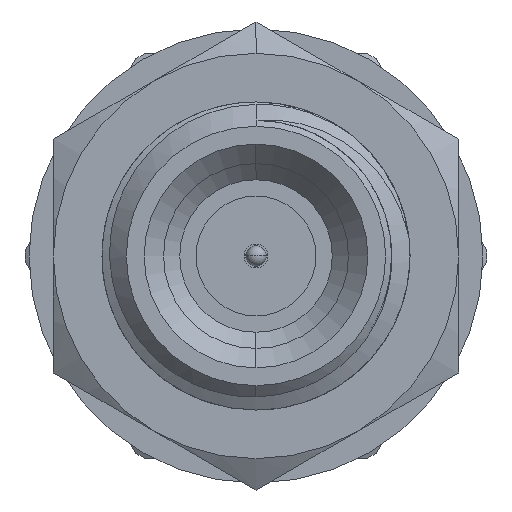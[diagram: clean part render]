
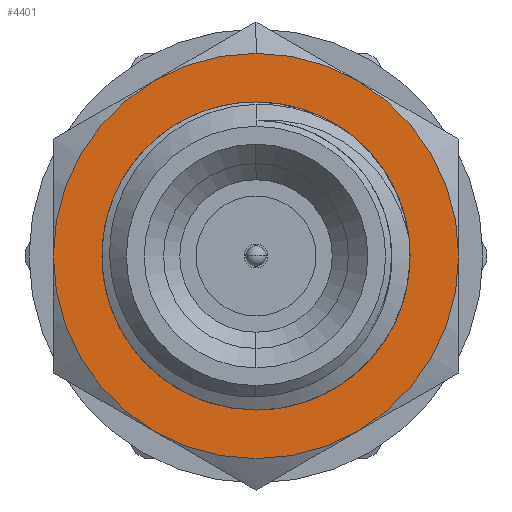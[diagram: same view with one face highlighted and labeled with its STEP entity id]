
A CAD part, left-side view. The second image highlights one B-rep face of the part: STEP entity #4401.
In plain terms, the highlighted planar face has unit normal (-1, 0, 0).
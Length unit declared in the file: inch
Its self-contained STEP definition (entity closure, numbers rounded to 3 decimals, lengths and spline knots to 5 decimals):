
#30 = DIRECTION ( 'NONE',  ( 1., 0., 0. ) ) ;
#45 = EDGE_LOOP ( 'NONE', ( #3238, #2174, #8014, #3677, #4725 ) ) ;
#207 = CIRCLE ( 'NONE', #2929, 0.095 ) ;
#236 = CARTESIAN_POINT ( 'NONE',  ( 0.11441, -0.09318, 0.0185 ) ) ;
#299 = CARTESIAN_POINT ( 'NONE',  ( 0.1144, -0.09304, 0.01918 ) ) ;
#496 = DIRECTION ( 'NONE',  ( 1., 0., 0. ) ) ;
#582 = CARTESIAN_POINT ( 'NONE',  ( 0.11441, 0., 0.125 ) ) ;
#609 = FACE_OUTER_BOUND ( 'NONE', #8956, .T. ) ;
#636 = AXIS2_PLACEMENT_3D ( 'NONE', #6328, #30, #4295 ) ;
#642 = CIRCLE ( 'NONE', #5152, 0.125 ) ;
#917 = EDGE_CURVE ( 'NONE', #1173, #5729, #4981, .T. ) ;
#991 = CIRCLE ( 'NONE', #1056, 0.125 ) ;
#1019 = CIRCLE ( 'NONE', #2351, 0.095 ) ;
#1056 = AXIS2_PLACEMENT_3D ( 'NONE', #8818, #2599, #8049 ) ;
#1103 = ORIENTED_EDGE ( 'NONE', *, *, #4505, .F. ) ;
#1142 = CARTESIAN_POINT ( 'NONE',  ( 0.11441, -0.125, 0. ) ) ;
#1173 = VERTEX_POINT ( 'NONE', #7198 ) ;
#1234 = CARTESIAN_POINT ( 'NONE',  ( 0.11441, 0.0625, -0.10825 ) ) ;
#1244 = DIRECTION ( 'NONE',  ( 0., 0., 1. ) ) ;
#1573 = CARTESIAN_POINT ( 'NONE',  ( 0.11441, 0., 0. ) ) ;
#1615 = CARTESIAN_POINT ( 'NONE',  ( 0.11441, 0., 0. ) ) ;
#1674 = EDGE_CURVE ( 'NONE', #1701, #4246, #642, .T. ) ;
#1683 = ORIENTED_EDGE ( 'NONE', *, *, #7755, .F. ) ;
#1701 = VERTEX_POINT ( 'NONE', #582 ) ;
#1750 = CARTESIAN_POINT ( 'NONE',  ( 0.11441, 0.0625, 0.10825 ) ) ;
#1779 = DIRECTION ( 'NONE',  ( 0., 0., 1. ) ) ;
#1879 = EDGE_CURVE ( 'NONE', #6969, #6647, #207, .T. ) ;
#1977 = DIRECTION ( 'NONE',  ( 0., 0., 1. ) ) ;
#2084 = PLANE ( 'NONE',  #636 ) ;
#2133 = CARTESIAN_POINT ( 'NONE',  ( 0.11441, 0., 0.095 ) ) ;
#2163 = AXIS2_PLACEMENT_3D ( 'NONE', #8816, #8422, #5712 ) ;
#2174 = ORIENTED_EDGE ( 'NONE', *, *, #7830, .T. ) ;
#2177 = EDGE_CURVE ( 'NONE', #5936, #5973, #2978, .T. ) ;
#2180 = FACE_BOUND ( 'NONE', #45, .T. ) ;
#2300 = DIRECTION ( 'NONE',  ( 0., 0., 1. ) ) ;
#2351 = AXIS2_PLACEMENT_3D ( 'NONE', #5327, #2559, #1779 ) ;
#2385 = VERTEX_POINT ( 'NONE', #6301 ) ;
#2532 = CIRCLE ( 'NONE', #6908, 0.125 ) ;
#2559 = DIRECTION ( 'NONE',  ( 1., 0., 0. ) ) ;
#2599 = DIRECTION ( 'NONE',  ( 1., 0., 0. ) ) ;
#2793 = CIRCLE ( 'NONE', #8801, 0.095 ) ;
#2929 = AXIS2_PLACEMENT_3D ( 'NONE', #1615, #5740, #4355 ) ;
#2941 = CARTESIAN_POINT ( 'NONE',  ( 0.11441, 0., 0. ) ) ;
#2978 = CIRCLE ( 'NONE', #4198, 0.095 ) ;
#3079 = AXIS2_PLACEMENT_3D ( 'NONE', #7442, #3905, #6652 ) ;
#3238 = ORIENTED_EDGE ( 'NONE', *, *, #3680, .T. ) ;
#3355 = VERTEX_POINT ( 'NONE', #1142 ) ;
#3511 = CARTESIAN_POINT ( 'NONE',  ( 0.1144, -0.09304, 0.01918 ) ) ;
#3523 = CARTESIAN_POINT ( 'NONE',  ( 0.11441, 0., -0.095 ) ) ;
#3677 = ORIENTED_EDGE ( 'NONE', *, *, #7712, .T. ) ;
#3680 = EDGE_CURVE ( 'NONE', #6647, #5003, #6487, .T. ) ;
#3905 = DIRECTION ( 'NONE',  ( 1., 0., 0. ) ) ;
#4087 = CARTESIAN_POINT ( 'NONE',  ( 0.11441, 0., 0. ) ) ;
#4131 = ORIENTED_EDGE ( 'NONE', *, *, #1674, .F. ) ;
#4163 = EDGE_CURVE ( 'NONE', #3355, #1173, #2532, .T. ) ;
#4198 = AXIS2_PLACEMENT_3D ( 'NONE', #4087, #6183, #1977 ) ;
#4204 = ORIENTED_EDGE ( 'NONE', *, *, #5708, .F. ) ;
#4246 = VERTEX_POINT ( 'NONE', #6547 ) ;
#4295 = DIRECTION ( 'NONE',  ( 0., 0., 1. ) ) ;
#4335 = CIRCLE ( 'NONE', #3079, 0.125 ) ;
#4355 = DIRECTION ( 'NONE',  ( 0., 0., 1. ) ) ;
#4401 = ADVANCED_FACE ( 'NONE', ( #609, #2180 ), #2084, .F. ) ;
#4505 = EDGE_CURVE ( 'NONE', #5729, #2385, #5812, .T. ) ;
#4725 = ORIENTED_EDGE ( 'NONE', *, *, #1879, .T. ) ;
#4816 = ORIENTED_EDGE ( 'NONE', *, *, #8627, .F. ) ;
#4981 = CIRCLE ( 'NONE', #8360, 0.125 ) ;
#5003 = VERTEX_POINT ( 'NONE', #5264 ) ;
#5152 = AXIS2_PLACEMENT_3D ( 'NONE', #8874, #496, #5459 ) ;
#5264 = CARTESIAN_POINT ( 'NONE',  ( 0.11441, -0.09325, 0.01816 ) ) ;
#5327 = CARTESIAN_POINT ( 'NONE',  ( 0.11441, 0., 0. ) ) ;
#5419 = CARTESIAN_POINT ( 'NONE',  ( 0.11441, -0.09311, 0.01884 ) ) ;
#5459 = DIRECTION ( 'NONE',  ( 0., 0., 1. ) ) ;
#5554 = CIRCLE ( 'NONE', #2163, 0.125 ) ;
#5646 = CARTESIAN_POINT ( 'NONE',  ( 0.11441, 0., 0. ) ) ;
#5708 = EDGE_CURVE ( 'NONE', #2385, #9070, #5554, .T. ) ;
#5712 = DIRECTION ( 'NONE',  ( 0., 0., 1. ) ) ;
#5729 = VERTEX_POINT ( 'NONE', #1234 ) ;
#5740 = DIRECTION ( 'NONE',  ( 1., 0., 0. ) ) ;
#5812 = CIRCLE ( 'NONE', #6604, 0.125 ) ;
#5936 = VERTEX_POINT ( 'NONE', #7360 ) ;
#5973 = VERTEX_POINT ( 'NONE', #3523 ) ;
#6183 = DIRECTION ( 'NONE',  ( 1., 0., 0. ) ) ;
#6301 = CARTESIAN_POINT ( 'NONE',  ( 0.11441, 0.125, 0. ) ) ;
#6328 = CARTESIAN_POINT ( 'NONE',  ( 0.11441, 0.125, -0.07217 ) ) ;
#6354 = DIRECTION ( 'NONE',  ( 1., 0., 0. ) ) ;
#6481 = DIRECTION ( 'NONE',  ( 1., 0., 0. ) ) ;
#6487 = B_SPLINE_CURVE_WITH_KNOTS ( 'NONE', 3,
 ( #299, #5419, #236, #7500 ),
 .UNSPECIFIED., .F., .F.,
 ( 4, 4 ),
 ( 0., 1. ),
 .UNSPECIFIED. ) ;
#6547 = CARTESIAN_POINT ( 'NONE',  ( 0.11441, -0.0625, 0.10825 ) ) ;
#6604 = AXIS2_PLACEMENT_3D ( 'NONE', #2941, #6481, #7813 ) ;
#6647 = VERTEX_POINT ( 'NONE', #3511 ) ;
#6652 = DIRECTION ( 'NONE',  ( 0., 0., 1. ) ) ;
#6908 = AXIS2_PLACEMENT_3D ( 'NONE', #1573, #8610, #2300 ) ;
#6969 = VERTEX_POINT ( 'NONE', #2133 ) ;
#7015 = ORIENTED_EDGE ( 'NONE', *, *, #917, .F. ) ;
#7198 = CARTESIAN_POINT ( 'NONE',  ( 0.11441, -0.0625, -0.10825 ) ) ;
#7360 = CARTESIAN_POINT ( 'NONE',  ( 0.11441, -0.07878, -0.05309 ) ) ;
#7442 = CARTESIAN_POINT ( 'NONE',  ( 0.11441, 0., 0. ) ) ;
#7500 = CARTESIAN_POINT ( 'NONE',  ( 0.11441, -0.09325, 0.01816 ) ) ;
#7712 = EDGE_CURVE ( 'NONE', #5973, #6969, #1019, .T. ) ;
#7755 = EDGE_CURVE ( 'NONE', #4246, #3355, #4335, .T. ) ;
#7813 = DIRECTION ( 'NONE',  ( 0., 0., 1. ) ) ;
#7830 = EDGE_CURVE ( 'NONE', #5003, #5936, #2793, .T. ) ;
#8014 = ORIENTED_EDGE ( 'NONE', *, *, #2177, .T. ) ;
#8039 = ORIENTED_EDGE ( 'NONE', *, *, #4163, .F. ) ;
#8049 = DIRECTION ( 'NONE',  ( 0., 0., 1. ) ) ;
#8206 = CARTESIAN_POINT ( 'NONE',  ( 0.11441, 0., 0. ) ) ;
#8233 = DIRECTION ( 'NONE',  ( 1., 0., 0. ) ) ;
#8360 = AXIS2_PLACEMENT_3D ( 'NONE', #5646, #6354, #8418 ) ;
#8418 = DIRECTION ( 'NONE',  ( 0., 0., 1. ) ) ;
#8422 = DIRECTION ( 'NONE',  ( 1., 0., 0. ) ) ;
#8610 = DIRECTION ( 'NONE',  ( 1., 0., 0. ) ) ;
#8627 = EDGE_CURVE ( 'NONE', #9070, #1701, #991, .T. ) ;
#8801 = AXIS2_PLACEMENT_3D ( 'NONE', #8206, #8233, #1244 ) ;
#8816 = CARTESIAN_POINT ( 'NONE',  ( 0.11441, 0., 0. ) ) ;
#8818 = CARTESIAN_POINT ( 'NONE',  ( 0.11441, 0., 0. ) ) ;
#8874 = CARTESIAN_POINT ( 'NONE',  ( 0.11441, 0., 0. ) ) ;
#8956 = EDGE_LOOP ( 'NONE', ( #4816, #4204, #1103, #7015, #8039, #1683, #4131 ) ) ;
#9070 = VERTEX_POINT ( 'NONE', #1750 ) ;
